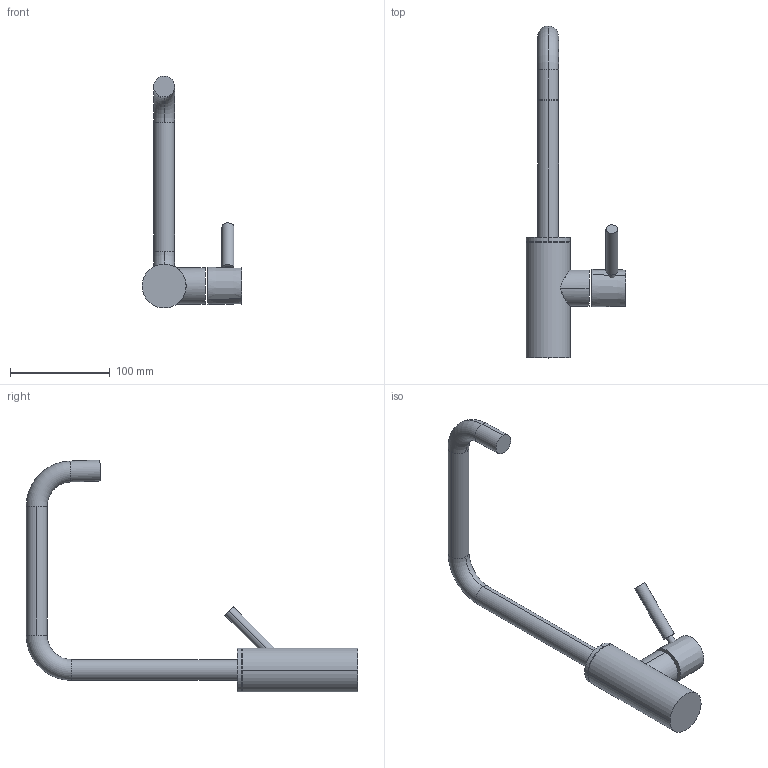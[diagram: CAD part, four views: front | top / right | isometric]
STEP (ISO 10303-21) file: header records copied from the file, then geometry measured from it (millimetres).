
FILE_DESCRIPTION (( 'STEP AP214' ), '1' );
FILE_NAME ('33800861.STEP', '2022-06-23T08:21:01', ( '' ), ( '' ), 'SwSTEP 2.0', 'SolidWorks 2020', '' );
FILE_SCHEMA (( 'AUTOMOTIVE_DESIGN' ));
Length unit declared in the file: millimetre
Products named in the file (8): Planungsmodell_Hebel Ø12 Handhabe-+-09.20.66.001.90-1; Planungsmodell_Abdeckung-+-09.21.10.001.90-1; Planungsmodell_Hebel Unterteil Ø37-+-09.20.66.003-1; Planungsmodell_Rohrauslauf Ø21x2,4 EHM1.0-+-09.28.22.334.90-1_Default1; Planungsmodell_Körper EHM Küche-+-09.19.86.011.90-1; Planungsmodell_Auslauf-+-04.28.22.334.00-1; 33800861; Planungsmodell_Abdeckgehaeuse EHM-+-09.19.86.012.90-1
Assembly tree (7 placements, depth 3):
  33800861
    Planungsmodell_Körper EHM Küche-+-09.19.86.011.90-1
    Planungsmodell_Abdeckgehaeuse EHM-+-09.19.86.012.90-1
    Planungsmodell_Hebel Unterteil Ø37-+-09.20.66.003-1
    Planungsmodell_Hebel Ø12 Handhabe-+-09.20.66.001.90-1
    Planungsmodell_Auslauf-+-04.28.22.334.00-1
      Planungsmodell_Rohrauslauf Ø21x2,4 EHM1.0-+-09.28.22.334.90-1_Default1
      Planungsmodell_Abdeckung-+-09.21.10.001.90-1
Bounding box: 100.05 x 332.5 x 232.57 mm (x, y, z)
Volume: 399618.5 mm3; surface area: 65765.2 mm2
Topology: 6 solids, 6 shells, 39 faces, 70 edges, 46 vertices
Faces by surface type: cylinder 19, plane 13, torus 4, cone 2, bspline 1
Entity records: 1902 total; most frequent: CARTESIAN_POINT 771, DIRECTION 210, ORIENTED_EDGE 140, AXIS2_PLACEMENT_3D 95, EDGE_CURVE 70, VERTEX_POINT 46, CIRCLE 46, EDGE_LOOP 42
